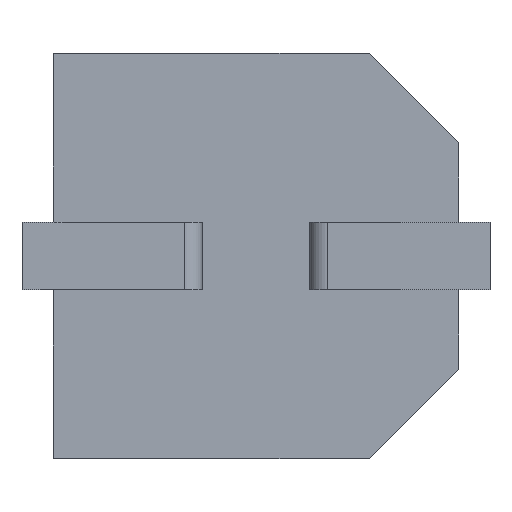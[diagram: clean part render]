
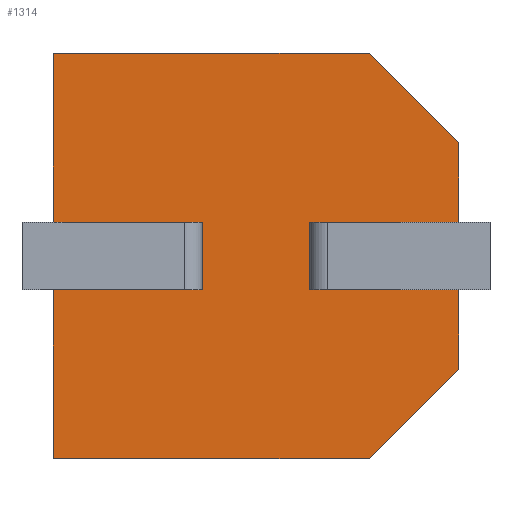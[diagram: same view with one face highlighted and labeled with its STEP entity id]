
A CAD part, front view. The second image highlights one B-rep face of the part: STEP entity #1314.
In plain terms, the highlighted planar face has unit normal (0, -1, 0).
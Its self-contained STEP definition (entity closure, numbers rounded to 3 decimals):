
#10 = CARTESIAN_POINT ( 'NONE',  ( 0., 0., 0. ) ) ;
#13 = LINE ( 'NONE', #2856, #965 ) ;
#25 = VERTEX_POINT ( 'NONE', #1701 ) ;
#40 = ORIENTED_EDGE ( 'NONE', *, *, #408, .T. ) ;
#53 = DIRECTION ( 'NONE',  ( -1., 0., 0. ) ) ;
#55 = LINE ( 'NONE', #2753, #1566 ) ;
#56 = LINE ( 'NONE', #2128, #712 ) ;
#75 = CARTESIAN_POINT ( 'NONE',  ( 1.65, 0., -1.875 ) ) ;
#96 = VERTEX_POINT ( 'NONE', #720 ) ;
#118 = VECTOR ( 'NONE', #53, 1000. ) ;
#194 = VECTOR ( 'NONE', #2691, 1000. ) ;
#222 = EDGE_CURVE ( 'NONE', #599, #804, #1978, .T. ) ;
#227 = CARTESIAN_POINT ( 'NONE',  ( 0., 0., -2.625 ) ) ;
#239 = ORIENTED_EDGE ( 'NONE', *, *, #939, .T. ) ;
#269 = DIRECTION ( 'NONE',  ( 0., 0., 1. ) ) ;
#304 = LINE ( 'NONE', #2611, #1937 ) ;
#364 = LINE ( 'NONE', #932, #2586 ) ;
#369 = CARTESIAN_POINT ( 'NONE',  ( 3.508, 0., 0. ) ) ;
#408 = EDGE_CURVE ( 'NONE', #1365, #1737, #675, .T. ) ;
#414 = CARTESIAN_POINT ( 'NONE',  ( 4.5, 0., -2.625 ) ) ;
#463 = DIRECTION ( 'NONE',  ( 1., 0., 0. ) ) ;
#489 = CARTESIAN_POINT ( 'NONE',  ( 2.85, 0., -2.625 ) ) ;
#532 = CARTESIAN_POINT ( 'NONE',  ( 0., 0., -1.875 ) ) ;
#599 = VERTEX_POINT ( 'NONE', #414 ) ;
#618 = DIRECTION ( 'NONE',  ( -0.707, 0., 0.707 ) ) ;
#642 = PLANE ( 'NONE',  #2777 ) ;
#666 = CARTESIAN_POINT ( 'NONE',  ( 4.5, 0., -0.992 ) ) ;
#675 = LINE ( 'NONE', #2675, #2369 ) ;
#702 = DIRECTION ( 'NONE',  ( 0., 0., -1. ) ) ;
#712 = VECTOR ( 'NONE', #1394, 1000. ) ;
#720 = CARTESIAN_POINT ( 'NONE',  ( 1.65, 0., -2.625 ) ) ;
#744 = VERTEX_POINT ( 'NONE', #1158 ) ;
#752 = EDGE_CURVE ( 'NONE', #1504, #599, #13, .T. ) ;
#783 = VERTEX_POINT ( 'NONE', #227 ) ;
#793 = VECTOR ( 'NONE', #2622, 1000. ) ;
#804 = VERTEX_POINT ( 'NONE', #1886 ) ;
#852 = VECTOR ( 'NONE', #2373, 1000. ) ;
#860 = DIRECTION ( 'NONE',  ( -1., 0., 0. ) ) ;
#887 = DIRECTION ( 'NONE',  ( 0., 0., 1. ) ) ;
#900 = ORIENTED_EDGE ( 'NONE', *, *, #752, .F. ) ;
#932 = CARTESIAN_POINT ( 'NONE',  ( 4.5, 0., 0. ) ) ;
#939 = EDGE_CURVE ( 'NONE', #96, #783, #2686, .T. ) ;
#944 = ORIENTED_EDGE ( 'NONE', *, *, #2176, .T. ) ;
#948 = EDGE_CURVE ( 'NONE', #96, #2552, #2132, .T. ) ;
#965 = VECTOR ( 'NONE', #463, 1000. ) ;
#999 = VECTOR ( 'NONE', #1267, 1000. ) ;
#1088 = VERTEX_POINT ( 'NONE', #1268 ) ;
#1128 = EDGE_CURVE ( 'NONE', #2552, #1737, #55, .T. ) ;
#1152 = ORIENTED_EDGE ( 'NONE', *, *, #3070, .T. ) ;
#1158 = CARTESIAN_POINT ( 'NONE',  ( 0., 0., -4.5 ) ) ;
#1251 = ORIENTED_EDGE ( 'NONE', *, *, #948, .F. ) ;
#1267 = DIRECTION ( 'NONE',  ( 1., 0., 0. ) ) ;
#1268 = CARTESIAN_POINT ( 'NONE',  ( 3.508, 0., 0. ) ) ;
#1314 = ADVANCED_FACE ( 'NONE', ( #1860 ), #642, .F. ) ;
#1365 = VERTEX_POINT ( 'NONE', #2894 ) ;
#1385 = VERTEX_POINT ( 'NONE', #1657 ) ;
#1394 = DIRECTION ( 'NONE',  ( 1., 0., 0. ) ) ;
#1398 = CARTESIAN_POINT ( 'NONE',  ( 4.5, 0., 0. ) ) ;
#1485 = EDGE_CURVE ( 'NONE', #2168, #1385, #364, .T. ) ;
#1488 = DIRECTION ( 'NONE',  ( 0., 0., -1. ) ) ;
#1504 = VERTEX_POINT ( 'NONE', #2147 ) ;
#1510 = VECTOR ( 'NONE', #2801, 1000. ) ;
#1566 = VECTOR ( 'NONE', #860, 1000. ) ;
#1657 = CARTESIAN_POINT ( 'NONE',  ( 4.5, 0., -1.875 ) ) ;
#1701 = CARTESIAN_POINT ( 'NONE',  ( 2.85, 0., -1.875 ) ) ;
#1737 = VERTEX_POINT ( 'NONE', #532 ) ;
#1751 = CARTESIAN_POINT ( 'NONE',  ( 3.508, 0., -4.5 ) ) ;
#1787 = LINE ( 'NONE', #489, #2944 ) ;
#1860 = FACE_OUTER_BOUND ( 'NONE', #2438, .T. ) ;
#1871 = ORIENTED_EDGE ( 'NONE', *, *, #2167, .T. ) ;
#1886 = CARTESIAN_POINT ( 'NONE',  ( 4.5, 0., -3.508 ) ) ;
#1937 = VECTOR ( 'NONE', #3104, 1000. ) ;
#1978 = LINE ( 'NONE', #1398, #852 ) ;
#2035 = ORIENTED_EDGE ( 'NONE', *, *, #2752, .T. ) ;
#2042 = CARTESIAN_POINT ( 'NONE',  ( 0., 0., -4.5 ) ) ;
#2128 = CARTESIAN_POINT ( 'NONE',  ( 2.85, 0., -1.875 ) ) ;
#2132 = LINE ( 'NONE', #2703, #194 ) ;
#2147 = CARTESIAN_POINT ( 'NONE',  ( 2.85, 0., -2.625 ) ) ;
#2167 = EDGE_CURVE ( 'NONE', #2168, #1088, #2670, .T. ) ;
#2168 = VERTEX_POINT ( 'NONE', #666 ) ;
#2173 = LINE ( 'NONE', #3019, #1510 ) ;
#2176 = EDGE_CURVE ( 'NONE', #25, #1385, #56, .T. ) ;
#2247 = CARTESIAN_POINT ( 'NONE',  ( 1.65, 0., -2.625 ) ) ;
#2328 = CARTESIAN_POINT ( 'NONE',  ( 0., 0., 0. ) ) ;
#2347 = DIRECTION ( 'NONE',  ( 0., 1., 0. ) ) ;
#2369 = VECTOR ( 'NONE', #1488, 1000. ) ;
#2373 = DIRECTION ( 'NONE',  ( 0., 0., -1. ) ) ;
#2404 = ORIENTED_EDGE ( 'NONE', *, *, #1485, .F. ) ;
#2429 = EDGE_CURVE ( 'NONE', #1504, #25, #1787, .T. ) ;
#2438 = EDGE_LOOP ( 'NONE', ( #900, #2747, #944, #2404, #1871, #3087, #40, #3012, #1251, #239, #1152, #2035, #2583, #2855 ) ) ;
#2552 = VERTEX_POINT ( 'NONE', #75 ) ;
#2556 = LINE ( 'NONE', #10, #793 ) ;
#2583 = ORIENTED_EDGE ( 'NONE', *, *, #2865, .T. ) ;
#2586 = VECTOR ( 'NONE', #702, 1000. ) ;
#2611 = CARTESIAN_POINT ( 'NONE',  ( 0., 0., 0. ) ) ;
#2622 = DIRECTION ( 'NONE',  ( 0., 0., -1. ) ) ;
#2670 = LINE ( 'NONE', #369, #2898 ) ;
#2675 = CARTESIAN_POINT ( 'NONE',  ( 0., 0., 0. ) ) ;
#2686 = LINE ( 'NONE', #2247, #118 ) ;
#2691 = DIRECTION ( 'NONE',  ( 0., 0., 1. ) ) ;
#2703 = CARTESIAN_POINT ( 'NONE',  ( 1.65, 0., -2.625 ) ) ;
#2747 = ORIENTED_EDGE ( 'NONE', *, *, #2429, .T. ) ;
#2752 = EDGE_CURVE ( 'NONE', #744, #2814, #3109, .T. ) ;
#2753 = CARTESIAN_POINT ( 'NONE',  ( 1.65, 0., -1.875 ) ) ;
#2777 = AXIS2_PLACEMENT_3D ( 'NONE', #2328, #2347, #887 ) ;
#2801 = DIRECTION ( 'NONE',  ( 0.707, 0., 0.707 ) ) ;
#2814 = VERTEX_POINT ( 'NONE', #1751 ) ;
#2855 = ORIENTED_EDGE ( 'NONE', *, *, #222, .F. ) ;
#2856 = CARTESIAN_POINT ( 'NONE',  ( 2.85, 0., -2.625 ) ) ;
#2865 = EDGE_CURVE ( 'NONE', #2814, #804, #2173, .T. ) ;
#2894 = CARTESIAN_POINT ( 'NONE',  ( 0., 0., 0. ) ) ;
#2898 = VECTOR ( 'NONE', #618, 1000. ) ;
#2944 = VECTOR ( 'NONE', #269, 1000. ) ;
#2976 = EDGE_CURVE ( 'NONE', #1365, #1088, #304, .T. ) ;
#3012 = ORIENTED_EDGE ( 'NONE', *, *, #1128, .F. ) ;
#3019 = CARTESIAN_POINT ( 'NONE',  ( 4.5, 0., -3.508 ) ) ;
#3070 = EDGE_CURVE ( 'NONE', #783, #744, #2556, .T. ) ;
#3087 = ORIENTED_EDGE ( 'NONE', *, *, #2976, .F. ) ;
#3104 = DIRECTION ( 'NONE',  ( 1., 0., 0. ) ) ;
#3109 = LINE ( 'NONE', #2042, #999 ) ;
